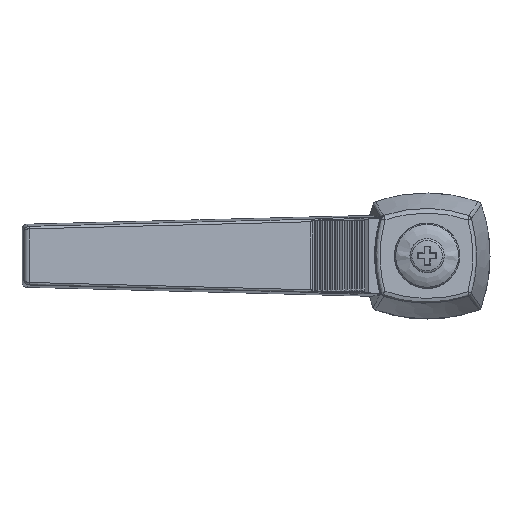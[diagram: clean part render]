
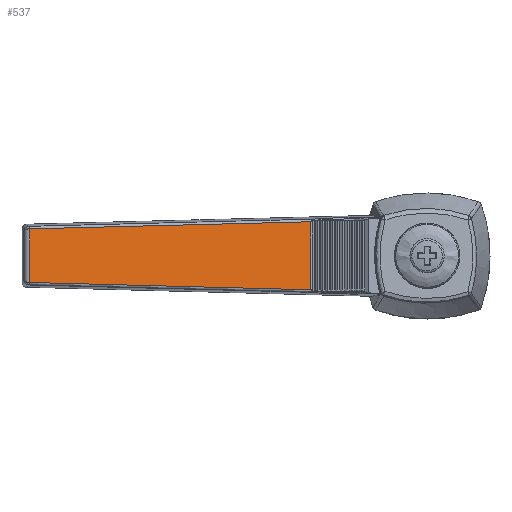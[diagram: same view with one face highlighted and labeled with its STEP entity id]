
A CAD part, top view. The second image highlights one B-rep face of the part: STEP entity #537.
In plain terms, the highlighted planar face has unit normal (0.174, 0, 0.985).
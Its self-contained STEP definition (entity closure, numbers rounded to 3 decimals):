
#537 = ADVANCED_FACE( '', ( #1157 ), #1158, .F. );
#1157 = FACE_OUTER_BOUND( '', #5203, .T. );
#1158 = PLANE( '', #5204 );
#5203 = EDGE_LOOP( '', ( #8026, #8027, #8028, #8029 ) );
#5204 = AXIS2_PLACEMENT_3D( '', #8030, #8031, #8032 );
#8026 = ORIENTED_EDGE( '', *, *, #8549, .T. );
#8027 = ORIENTED_EDGE( '', *, *, #8981, .T. );
#8028 = ORIENTED_EDGE( '', *, *, #9115, .T. );
#8029 = ORIENTED_EDGE( '', *, *, #8993, .T. );
#8030 = CARTESIAN_POINT( '', ( -33.905, 0., 38.274 ) );
#8031 = DIRECTION( '', ( -0.174, 0., -0.985 ) );
#8032 = DIRECTION( '', ( -0.985, 0., 0.174 ) );
#8549 = EDGE_CURVE( '', #9315, #9313, #9316, .T. );
#8981 = EDGE_CURVE( '', #9313, #9340, #9997, .F. );
#8993 = EDGE_CURVE( '', #10007, #9315, #10012, .F. );
#9115 = EDGE_CURVE( '', #9340, #10007, #10164, .T. );
#9313 = VERTEX_POINT( '', #10485 );
#9315 = VERTEX_POINT( '', #10487 );
#9316 = B_SPLINE_CURVE_WITH_KNOTS( '', 3, ( #10488, #10489, #10490, #10491, #10492, #10493, #10494, #10495 ), .UNSPECIFIED., .F., .F., ( 4, 2, 2, 4 ), ( 0., 0.028, 0.043, 0.057 ), .UNSPECIFIED. );
#9340 = VERTEX_POINT( '', #10570 );
#9997 = LINE( '', #13489, #13490 );
#10007 = VERTEX_POINT( '', #13512 );
#10012 = LINE( '', #13572, #13573 );
#10164 = B_SPLINE_CURVE_WITH_KNOTS( '', 3, ( #14228, #14229, #14230, #14231, #14232, #14233, #14234, #14235 ), .UNSPECIFIED., .F., .F., ( 4, 2, 2, 4 ), ( 0.001, 0.015, 0.029, 0.058 ), .UNSPECIFIED. );
#10485 = CARTESIAN_POINT( '', ( -78.94, 5.324, 46.215 ) );
#10487 = CARTESIAN_POINT( '', ( -23.09, 6.754, 36.367 ) );
#10488 = CARTESIAN_POINT( '', ( -23.09, 6.754, 36.367 ) );
#10489 = CARTESIAN_POINT( '', ( -32.398, 6.514, 38.009 ) );
#10490 = CARTESIAN_POINT( '', ( -41.706, 6.275, 39.65 ) );
#10491 = CARTESIAN_POINT( '', ( -55.669, 5.918, 42.112 ) );
#10492 = CARTESIAN_POINT( '', ( -60.323, 5.798, 42.932 ) );
#10493 = CARTESIAN_POINT( '', ( -69.631, 5.561, 44.574 ) );
#10494 = CARTESIAN_POINT( '', ( -74.286, 5.442, 45.394 ) );
#10495 = CARTESIAN_POINT( '', ( -78.94, 5.324, 46.215 ) );
#10570 = CARTESIAN_POINT( '', ( -78.94, -5.324, 46.215 ) );
#13489 = CARTESIAN_POINT( '', ( -78.94, 0., 46.215 ) );
#13490 = VECTOR( '', #15132, 1000. );
#13512 = CARTESIAN_POINT( '', ( -23.09, -6.754, 36.367 ) );
#13572 = CARTESIAN_POINT( '', ( -23.09, 6.986, 36.367 ) );
#13573 = VECTOR( '', #15137, 1000. );
#14228 = CARTESIAN_POINT( '', ( -78.94, -5.324, 46.215 ) );
#14229 = CARTESIAN_POINT( '', ( -74.286, -5.442, 45.394 ) );
#14230 = CARTESIAN_POINT( '', ( -69.631, -5.561, 44.574 ) );
#14231 = CARTESIAN_POINT( '', ( -60.323, -5.798, 42.932 ) );
#14232 = CARTESIAN_POINT( '', ( -55.669, -5.918, 42.112 ) );
#14233 = CARTESIAN_POINT( '', ( -41.706, -6.275, 39.65 ) );
#14234 = CARTESIAN_POINT( '', ( -32.398, -6.514, 38.009 ) );
#14235 = CARTESIAN_POINT( '', ( -23.09, -6.754, 36.367 ) );
#15132 = DIRECTION( '', ( 0., 1., 0. ) );
#15137 = DIRECTION( '', ( 0., -1., 0. ) );
